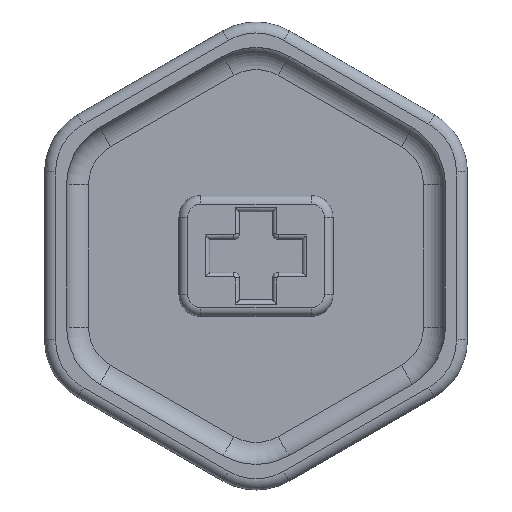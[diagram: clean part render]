
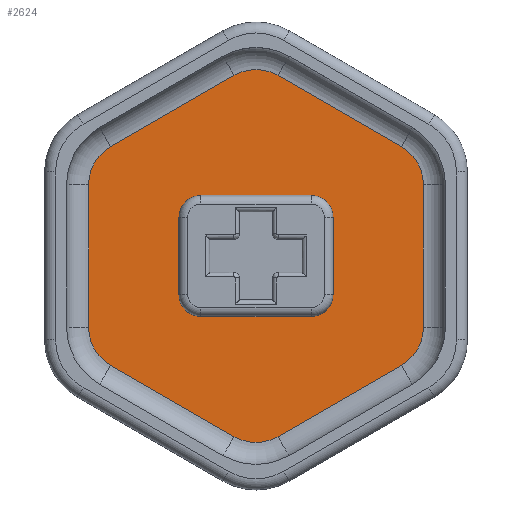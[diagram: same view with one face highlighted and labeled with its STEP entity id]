
A CAD part, top view. The second image highlights one B-rep face of the part: STEP entity #2624.
In plain terms, the highlighted planar face has unit normal (0, 0, 1).
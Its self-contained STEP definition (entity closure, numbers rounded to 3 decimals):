
#106=CIRCLE('',#2786,2.);
#110=CIRCLE('',#2792,2.);
#114=CIRCLE('',#2798,2.);
#118=CIRCLE('',#2804,2.);
#122=CIRCLE('',#2810,2.);
#125=CIRCLE('',#2815,2.);
#130=CIRCLE('',#2827,1.);
#131=CIRCLE('',#2828,1.);
#132=CIRCLE('',#2829,1.);
#133=CIRCLE('',#2830,1.);
#213=FACE_BOUND('',#482,.T.);
#308=FACE_OUTER_BOUND('',#481,.T.);
#481=EDGE_LOOP('',(#2027,#2028,#2029,#2030,#2031,#2032,#2033,#2034,#2035,
#2036,#2037,#2038));
#482=EDGE_LOOP('',(#2039,#2040,#2041,#2042,#2043,#2044,#2045,#2046));
#690=LINE('',#4171,#944);
#691=LINE('',#4182,#945);
#693=LINE('',#4194,#947);
#695=LINE('',#4206,#949);
#697=LINE('',#4218,#951);
#699=LINE('',#4230,#953);
#711=LINE('',#4264,#965);
#712=LINE('',#4268,#966);
#713=LINE('',#4272,#967);
#714=LINE('',#4276,#968);
#944=VECTOR('',#3213,10.);
#945=VECTOR('',#3226,10.);
#947=VECTOR('',#3240,10.);
#949=VECTOR('',#3254,10.);
#951=VECTOR('',#3268,10.);
#953=VECTOR('',#3282,10.);
#965=VECTOR('',#3320,10.);
#966=VECTOR('',#3323,10.);
#967=VECTOR('',#3326,10.);
#968=VECTOR('',#3329,10.);
#1179=VERTEX_POINT('',#4164);
#1182=VERTEX_POINT('',#4169);
#1184=VERTEX_POINT('',#4174);
#1186=VERTEX_POINT('',#4180);
#1188=VERTEX_POINT('',#4186);
#1190=VERTEX_POINT('',#4192);
#1192=VERTEX_POINT('',#4198);
#1194=VERTEX_POINT('',#4204);
#1196=VERTEX_POINT('',#4210);
#1198=VERTEX_POINT('',#4216);
#1200=VERTEX_POINT('',#4222);
#1202=VERTEX_POINT('',#4228);
#1210=VERTEX_POINT('',#4262);
#1211=VERTEX_POINT('',#4263);
#1212=VERTEX_POINT('',#4265);
#1213=VERTEX_POINT('',#4267);
#1214=VERTEX_POINT('',#4269);
#1215=VERTEX_POINT('',#4271);
#1216=VERTEX_POINT('',#4273);
#1217=VERTEX_POINT('',#4275);
#1458=EDGE_CURVE('',#1182,#1179,#690,.T.);
#1460=EDGE_CURVE('',#1184,#1182,#106,.T.);
#1463=EDGE_CURVE('',#1186,#1184,#691,.T.);
#1466=EDGE_CURVE('',#1188,#1186,#110,.T.);
#1469=EDGE_CURVE('',#1190,#1188,#693,.T.);
#1472=EDGE_CURVE('',#1192,#1190,#114,.T.);
#1475=EDGE_CURVE('',#1194,#1192,#695,.T.);
#1478=EDGE_CURVE('',#1196,#1194,#118,.T.);
#1481=EDGE_CURVE('',#1198,#1196,#697,.T.);
#1484=EDGE_CURVE('',#1200,#1198,#122,.T.);
#1487=EDGE_CURVE('',#1202,#1200,#699,.T.);
#1489=EDGE_CURVE('',#1179,#1202,#125,.T.);
#1504=EDGE_CURVE('',#1210,#1211,#711,.T.);
#1505=EDGE_CURVE('',#1212,#1211,#130,.F.);
#1506=EDGE_CURVE('',#1212,#1213,#712,.T.);
#1507=EDGE_CURVE('',#1214,#1213,#131,.F.);
#1508=EDGE_CURVE('',#1214,#1215,#713,.T.);
#1509=EDGE_CURVE('',#1216,#1215,#132,.F.);
#1510=EDGE_CURVE('',#1216,#1217,#714,.T.);
#1511=EDGE_CURVE('',#1210,#1217,#133,.F.);
#2027=ORIENTED_EDGE('',*,*,#1458,.F.);
#2028=ORIENTED_EDGE('',*,*,#1460,.F.);
#2029=ORIENTED_EDGE('',*,*,#1463,.F.);
#2030=ORIENTED_EDGE('',*,*,#1466,.F.);
#2031=ORIENTED_EDGE('',*,*,#1469,.F.);
#2032=ORIENTED_EDGE('',*,*,#1472,.F.);
#2033=ORIENTED_EDGE('',*,*,#1475,.F.);
#2034=ORIENTED_EDGE('',*,*,#1478,.F.);
#2035=ORIENTED_EDGE('',*,*,#1481,.F.);
#2036=ORIENTED_EDGE('',*,*,#1484,.F.);
#2037=ORIENTED_EDGE('',*,*,#1487,.F.);
#2038=ORIENTED_EDGE('',*,*,#1489,.F.);
#2039=ORIENTED_EDGE('',*,*,#1504,.T.);
#2040=ORIENTED_EDGE('',*,*,#1505,.F.);
#2041=ORIENTED_EDGE('',*,*,#1506,.T.);
#2042=ORIENTED_EDGE('',*,*,#1507,.F.);
#2043=ORIENTED_EDGE('',*,*,#1508,.T.);
#2044=ORIENTED_EDGE('',*,*,#1509,.F.);
#2045=ORIENTED_EDGE('',*,*,#1510,.T.);
#2046=ORIENTED_EDGE('',*,*,#1511,.F.);
#2520=PLANE('',#2826);
#2624=ADVANCED_FACE('',(#308,#213),#2520,.F.);
#2786=AXIS2_PLACEMENT_3D('',#4176,#3218,#3219);
#2792=AXIS2_PLACEMENT_3D('',#4188,#3232,#3233);
#2798=AXIS2_PLACEMENT_3D('',#4200,#3246,#3247);
#2804=AXIS2_PLACEMENT_3D('',#4212,#3260,#3261);
#2810=AXIS2_PLACEMENT_3D('',#4224,#3274,#3275);
#2815=AXIS2_PLACEMENT_3D('',#4233,#3286,#3287);
#2826=AXIS2_PLACEMENT_3D('',#4261,#3318,#3319);
#2827=AXIS2_PLACEMENT_3D('',#4266,#3321,#3322);
#2828=AXIS2_PLACEMENT_3D('',#4270,#3324,#3325);
#2829=AXIS2_PLACEMENT_3D('',#4274,#3327,#3328);
#2830=AXIS2_PLACEMENT_3D('',#4277,#3330,#3331);
#3213=DIRECTION('',(0.866,0.5,0.));
#3218=DIRECTION('center_axis',(0.,0.,-1.));
#3219=DIRECTION('ref_axis',(-0.866,0.5,0.));
#3226=DIRECTION('',(0.,1.,0.));
#3232=DIRECTION('center_axis',(0.,0.,-1.));
#3233=DIRECTION('ref_axis',(-0.866,-0.5,0.));
#3240=DIRECTION('',(-0.866,0.5,0.));
#3246=DIRECTION('center_axis',(0.,0.,-1.));
#3247=DIRECTION('ref_axis',(0.,-1.,0.));
#3254=DIRECTION('',(-0.866,-0.5,0.));
#3260=DIRECTION('center_axis',(0.,0.,-1.));
#3261=DIRECTION('ref_axis',(0.866,-0.5,0.));
#3268=DIRECTION('',(0.,-1.,0.));
#3274=DIRECTION('center_axis',(0.,0.,-1.));
#3275=DIRECTION('ref_axis',(0.866,0.5,0.));
#3282=DIRECTION('',(0.866,-0.5,0.));
#3286=DIRECTION('center_axis',(0.,0.,-1.));
#3287=DIRECTION('ref_axis',(0.,1.,0.));
#3318=DIRECTION('center_axis',(0.,0.,-1.));
#3319=DIRECTION('ref_axis',(1.,0.,0.));
#3320=DIRECTION('',(1.,0.,0.));
#3321=DIRECTION('center_axis',(0.,0.,-1.));
#3322=DIRECTION('ref_axis',(0.707,0.707,0.));
#3323=DIRECTION('',(0.,-1.,0.));
#3324=DIRECTION('center_axis',(0.,0.,-1.));
#3325=DIRECTION('ref_axis',(0.707,-0.707,0.));
#3326=DIRECTION('',(-1.,0.,0.));
#3327=DIRECTION('center_axis',(0.,0.,-1.));
#3328=DIRECTION('ref_axis',(-0.707,-0.707,0.));
#3329=DIRECTION('',(0.,1.,0.));
#3330=DIRECTION('center_axis',(0.,0.,-1.));
#3331=DIRECTION('ref_axis',(-0.707,0.707,0.));
#4164=CARTESIAN_POINT('',(101.5,14.456,2.));
#4169=CARTESIAN_POINT('',(95.9,11.223,2.));
#4171=CARTESIAN_POINT('',(96.45,11.541,2.));
#4174=CARTESIAN_POINT('',(94.9,9.491,2.));
#4176=CARTESIAN_POINT('Origin',(96.9,9.491,2.));
#4180=CARTESIAN_POINT('',(94.9,3.025,2.));
#4182=CARTESIAN_POINT('',(94.9,3.66,2.));
#4186=CARTESIAN_POINT('',(95.9,1.293,2.));
#4188=CARTESIAN_POINT('Origin',(96.9,3.025,2.));
#4192=CARTESIAN_POINT('',(101.5,-1.94,2.));
#4194=CARTESIAN_POINT('',(100.95,-1.623,2.));
#4198=CARTESIAN_POINT('',(103.5,-1.94,2.));
#4200=CARTESIAN_POINT('Origin',(102.5,-0.208,2.));
#4204=CARTESIAN_POINT('',(109.1,1.293,2.));
#4206=CARTESIAN_POINT('',(108.55,0.975,2.));
#4210=CARTESIAN_POINT('',(110.1,3.025,2.));
#4212=CARTESIAN_POINT('Origin',(108.1,3.025,2.));
#4216=CARTESIAN_POINT('',(110.1,9.491,2.));
#4218=CARTESIAN_POINT('',(110.1,8.856,2.));
#4222=CARTESIAN_POINT('',(109.1,11.223,2.));
#4224=CARTESIAN_POINT('Origin',(108.1,9.491,2.));
#4228=CARTESIAN_POINT('',(103.5,14.456,2.));
#4230=CARTESIAN_POINT('',(104.05,14.139,2.));
#4233=CARTESIAN_POINT('Origin',(102.5,12.724,2.));
#4261=CARTESIAN_POINT('Origin',(102.5,6.258,2.));
#4262=CARTESIAN_POINT('',(100.,9.008,2.));
#4263=CARTESIAN_POINT('',(105.,9.008,2.));
#4264=CARTESIAN_POINT('',(104.25,9.008,2.));
#4265=CARTESIAN_POINT('',(106.,8.008,2.));
#4266=CARTESIAN_POINT('Origin',(105.,8.008,2.));
#4267=CARTESIAN_POINT('',(106.,4.508,2.));
#4268=CARTESIAN_POINT('',(106.,4.883,2.));
#4269=CARTESIAN_POINT('',(105.,3.508,2.));
#4270=CARTESIAN_POINT('Origin',(105.,4.508,2.));
#4271=CARTESIAN_POINT('',(100.,3.508,2.));
#4272=CARTESIAN_POINT('',(100.75,3.508,2.));
#4273=CARTESIAN_POINT('',(99.,4.508,2.));
#4274=CARTESIAN_POINT('Origin',(100.,4.508,2.));
#4275=CARTESIAN_POINT('',(99.,8.008,2.));
#4276=CARTESIAN_POINT('',(99.,7.633,2.));
#4277=CARTESIAN_POINT('Origin',(100.,8.008,2.));
